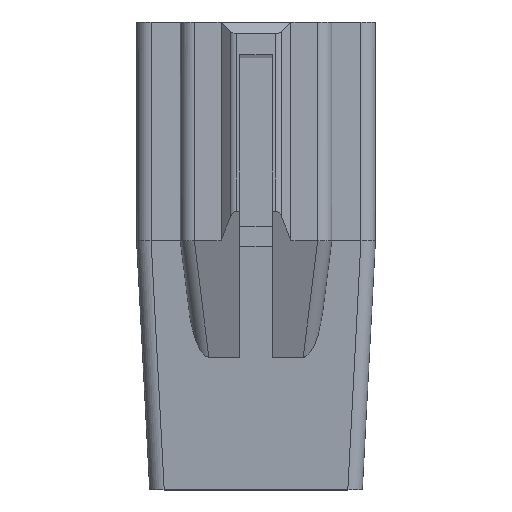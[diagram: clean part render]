
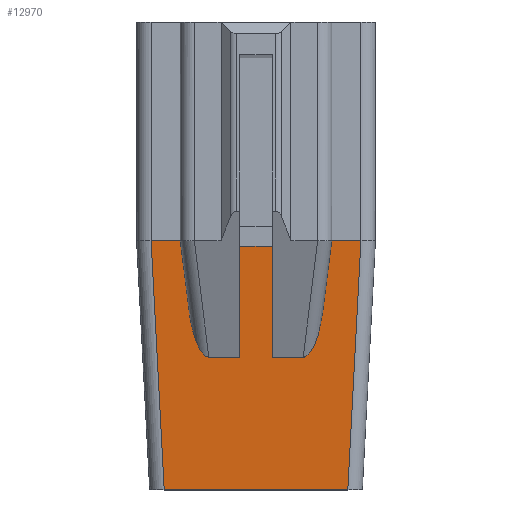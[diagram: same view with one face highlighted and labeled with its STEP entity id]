
A CAD part, top view. The second image highlights one B-rep face of the part: STEP entity #12970.
In plain terms, the highlighted planar face has unit normal (0, -0.058, 0.998).
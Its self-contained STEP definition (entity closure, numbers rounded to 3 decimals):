
#2140=CARTESIAN_POINT('',(-120.591,-40.131,
57.209));
#2150=DIRECTION('',(0.124,-0.991,
-0.058));
#2160=VECTOR('',#2150,1.);
#2170=LINE('',#2140,#2160);
#2180=CARTESIAN_POINT('',(-120.508,-40.799,
57.17));
#2190=VERTEX_POINT('',#2180);
#2200=CARTESIAN_POINT('',(-120.198,-43.278,
57.025));
#2210=VERTEX_POINT('',#2200);
#2220=EDGE_CURVE('',#2190,#2210,#2170,.T.);
#4880=CARTESIAN_POINT('',(-117.358,-44.799,
56.936));
#4890=VERTEX_POINT('',#4880);
#4920=CARTESIAN_POINT('',(-117.358,-40.131,
57.209));
#4930=DIRECTION('',(0.,-0.998,
-0.058));
#4940=VECTOR('',#4930,1.);
#4950=LINE('',#4920,#4940);
#4960=CARTESIAN_POINT('',(-117.358,-40.999,
57.158));
#4970=VERTEX_POINT('',#4960);
#4980=EDGE_CURVE('',#4970,#4890,#4950,.T.);
#7210=CARTESIAN_POINT('',(-116.258,-44.799,
56.936));
#7220=DIRECTION('',(1.,0.,0.));
#7230=VECTOR('',#7220,1.);
#7240=LINE('',#7210,#7230);
#7250=CARTESIAN_POINT('',(-116.289,-44.799,
56.936));
#7260=VERTEX_POINT('',#7250);
#7270=EDGE_CURVE('',#4890,#7260,#7240,.T.);
#8930=CARTESIAN_POINT('',(-115.618,-43.278,
57.025));
#8940=VERTEX_POINT('',#8930);
#8970=CARTESIAN_POINT('',(-116.113,-43.205,
57.029));
#8980=DIRECTION('',(0.,0.058,
-0.998));
#8990=DIRECTION('',(0.121,0.991,
0.058));
#9000=AXIS2_PLACEMENT_3D('',#8970,#8980,#8990);
#9010=ELLIPSE('',#9000,1.607,0.5);
#9020=EDGE_CURVE('',#8940,#7260,#9010,.T.);
#11020=CARTESIAN_POINT('',(-115.308,-40.799,
57.17));
#11030=VERTEX_POINT('',#11020);
#11060=CARTESIAN_POINT('',(-115.224,-40.131,
57.209));
#11070=DIRECTION('',(-0.124,-0.991,
-0.058));
#11080=VECTOR('',#11070,1.);
#11090=LINE('',#11060,#11080);
#11100=EDGE_CURVE('',#11030,#8940,#11090,.T.);
#11980=CARTESIAN_POINT('',(-117.908,-45.074,
56.92));
#11990=DIRECTION('',(0.,0.058,
-0.998));
#12000=DIRECTION('',(0.,0.998,
0.058));
#12010=AXIS2_PLACEMENT_3D('',#11980,#11990,#12000);
#12020=PLANE('',#12010);
#12030=CARTESIAN_POINT('',(-121.542,-40.16,
57.207));
#12040=DIRECTION('',(-0.052,0.997,
0.058));
#12050=VECTOR('',#12040,1.);
#12060=LINE('',#12030,#12050);
#12070=CARTESIAN_POINT('',(-121.059,-49.349,
56.67));
#12080=VERTEX_POINT('',#12070);
#12090=CARTESIAN_POINT('',(-121.509,-40.799,
57.17));
#12100=VERTEX_POINT('',#12090);
#12110=EDGE_CURVE('',#12080,#12100,#12060,.T.);
#12120=ORIENTED_EDGE('',*,*,#12110,.F.);
#12130=CARTESIAN_POINT('',(-121.508,-49.349,
56.67));
#12140=DIRECTION('',(0.,0.058,
-0.998));
#12150=DIRECTION('',(0.,0.998,
0.058));
#12160=AXIS2_PLACEMENT_3D('',#12130,#12140,#12150);
#12170=ELLIPSE('',#12160,8.565,0.5);
#12180=CARTESIAN_POINT('',(-121.508,-40.799,
57.17));
#12190=VERTEX_POINT('',#12180);
#12200=EDGE_CURVE('',#12100,#12190,#12170,.T.);
#12210=ORIENTED_EDGE('',*,*,#12200,.F.);
#12220=CARTESIAN_POINT('',(-116.258,-40.799,
57.17));
#12230=DIRECTION('',(-1.,0.,0.));
#12240=VECTOR('',#12230,1.);
#12250=LINE('',#12220,#12240);
#12260=EDGE_CURVE('',#2190,#12190,#12250,.T.);
#12270=ORIENTED_EDGE('',*,*,#12260,.T.);
#12280=ORIENTED_EDGE('',*,*,#2220,.F.);
#12290=CARTESIAN_POINT('',(-119.703,-43.205,
57.029));
#12300=DIRECTION('',(0.,0.058,
-0.998));
#12310=DIRECTION('',(-0.121,0.991,
0.058));
#12320=AXIS2_PLACEMENT_3D('',#12290,#12300,#12310);
#12330=ELLIPSE('',#12320,1.607,0.5);
#12340=CARTESIAN_POINT('',(-119.527,-44.799,
56.936));
#12350=VERTEX_POINT('',#12340);
#12360=EDGE_CURVE('',#12350,#2210,#12330,.T.);
#12370=ORIENTED_EDGE('',*,*,#12360,.T.);
#12380=CARTESIAN_POINT('',(-116.258,-44.799,
56.936));
#12390=DIRECTION('',(1.,0.,0.));
#12400=VECTOR('',#12390,1.);
#12410=LINE('',#12380,#12400);
#12420=CARTESIAN_POINT('',(-118.458,-44.799,
56.936));
#12430=VERTEX_POINT('',#12420);
#12440=EDGE_CURVE('',#12350,#12430,#12410,.T.);
#12450=ORIENTED_EDGE('',*,*,#12440,.F.);
#12460=CARTESIAN_POINT('',(-118.458,-40.131,
57.209));
#12470=DIRECTION('',(0.,-0.998,
-0.058));
#12480=VECTOR('',#12470,1.);
#12490=LINE('',#12460,#12480);
#12500=CARTESIAN_POINT('',(-118.458,-40.999,
57.158));
#12510=VERTEX_POINT('',#12500);
#12520=EDGE_CURVE('',#12510,#12430,#12490,.T.);
#12530=ORIENTED_EDGE('',*,*,#12520,.T.);
#12540=CARTESIAN_POINT('',(-116.258,-40.999,
57.158));
#12550=DIRECTION('',(1.,0.,0.));
#12560=VECTOR('',#12550,1.);
#12570=LINE('',#12540,#12560);
#12580=EDGE_CURVE('',#12510,#4970,#12570,.T.);
#12590=ORIENTED_EDGE('',*,*,#12580,.F.);
#12600=ORIENTED_EDGE('',*,*,#4980,.F.);
#12610=ORIENTED_EDGE('',*,*,#7270,.F.);
#12620=ORIENTED_EDGE('',*,*,#9020,.T.);
#12630=ORIENTED_EDGE('',*,*,#11100,.T.);
#12640=CARTESIAN_POINT('',(-116.258,-40.799,
57.17));
#12650=DIRECTION('',(1.,0.,0.));
#12660=VECTOR('',#12650,1.);
#12670=LINE('',#12640,#12660);
#12680=CARTESIAN_POINT('',(-114.308,-40.799,
57.17));
#12690=VERTEX_POINT('',#12680);
#12700=EDGE_CURVE('',#11030,#12690,#12670,.T.);
#12710=ORIENTED_EDGE('',*,*,#12700,.F.);
#12720=CARTESIAN_POINT('',(-114.308,-49.349,
56.67));
#12730=DIRECTION('',(0.,0.058,
-0.998));
#12740=DIRECTION('',(0.,0.998,
0.058));
#12750=AXIS2_PLACEMENT_3D('',#12720,#12730,#12740);
#12760=ELLIPSE('',#12750,8.565,0.5);
#12770=CARTESIAN_POINT('',(-114.307,-40.799,
57.17));
#12780=VERTEX_POINT('',#12770);
#12790=EDGE_CURVE('',#12690,#12780,#12760,.T.);
#12800=ORIENTED_EDGE('',*,*,#12790,.F.);
#12810=CARTESIAN_POINT('',(-114.273,-40.16,
57.207));
#12820=DIRECTION('',(-0.052,-0.997,
-0.058));
#12830=VECTOR('',#12820,1.);
#12840=LINE('',#12810,#12830);
#12850=CARTESIAN_POINT('',(-114.757,-49.349,
56.67));
#12860=VERTEX_POINT('',#12850);
#12870=EDGE_CURVE('',#12780,#12860,#12840,.T.);
#12880=ORIENTED_EDGE('',*,*,#12870,.F.);
#12890=CARTESIAN_POINT('',(-116.258,-49.349,
56.67));
#12900=DIRECTION('',(1.,0.,0.));
#12910=VECTOR('',#12900,1.);
#12920=LINE('',#12890,#12910);
#12930=EDGE_CURVE('',#12080,#12860,#12920,.T.);
#12940=ORIENTED_EDGE('',*,*,#12930,.T.);
#12950=EDGE_LOOP('',(#12940,#12880,#12800,#12710,#12630,#12620,#12610,
#12600,#12590,#12530,#12450,#12370,#12280,#12270,#12210,#12120));
#12960=FACE_OUTER_BOUND('',#12950,.T.);
#12970=ADVANCED_FACE('',(#12960),#12020,.F.);
